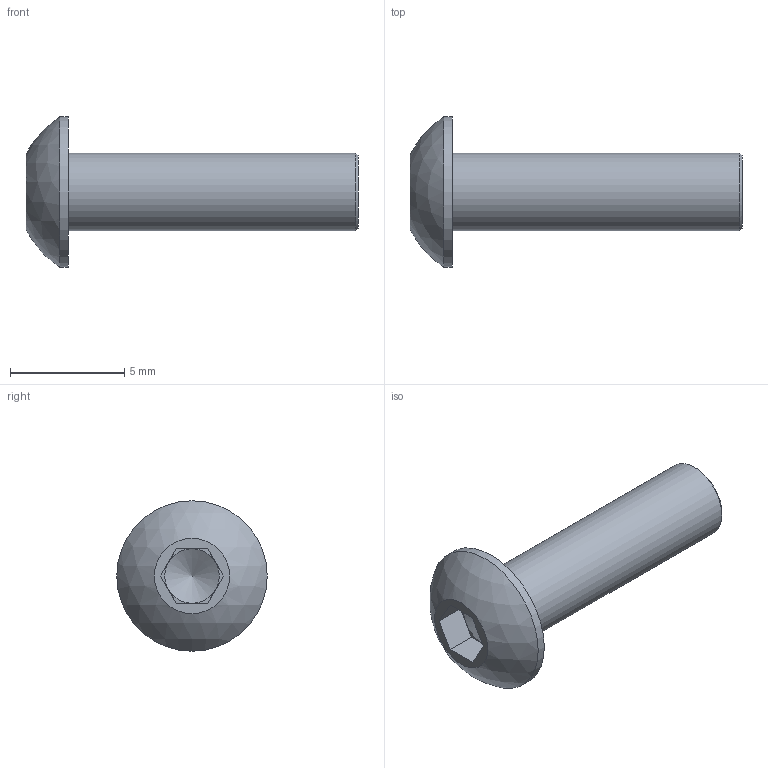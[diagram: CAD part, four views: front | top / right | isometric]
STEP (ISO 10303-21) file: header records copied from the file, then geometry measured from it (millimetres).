
FILE_DESCRIPTION(/* description */ (''),/* implementation_level */ '2;1');
FILE_NAME(/* name */ 'Screw 6-32 x 0.500''''-Silver.ipt.step',/* time_stamp */ '2020-04-16T23:18:04-04:00',/* author */ ('Jordan'),/* organization */ (''),/* preprocessor_version */ 'ST-DEVELOPER v17',/* originating_system */ 'Autodesk Inventor 2019',/* authorisation */ '');
FILE_SCHEMA (('AUTOMOTIVE_DESIGN { 1 0 10303 214 3 1 1 }'));
Length unit declared in the file: inch
Products named in the file (1): Screw 6-32 x 0.500''-Silver
Bounding box: 14.55 x 6.59 x 6.59 mm (x, y, z)
Volume: 154.9 mm3; surface area: 233.7 mm2
Topology: 1 solids, 1 shells, 20 faces, 46 edges, 30 vertices
Faces by surface type: plane 15, cone 2, cylinder 2, sphere 1
Full cylindrical faces by diameter (mm): 3.416 x1, 6.591 x1
Entity records: 607 total; most frequent: DIRECTION 104, CARTESIAN_POINT 96, ORIENTED_EDGE 90, EDGE_CURVE 45, AXIS2_PLACEMENT_3D 38, VERTEX_POINT 30, LINE 28, VECTOR 28
